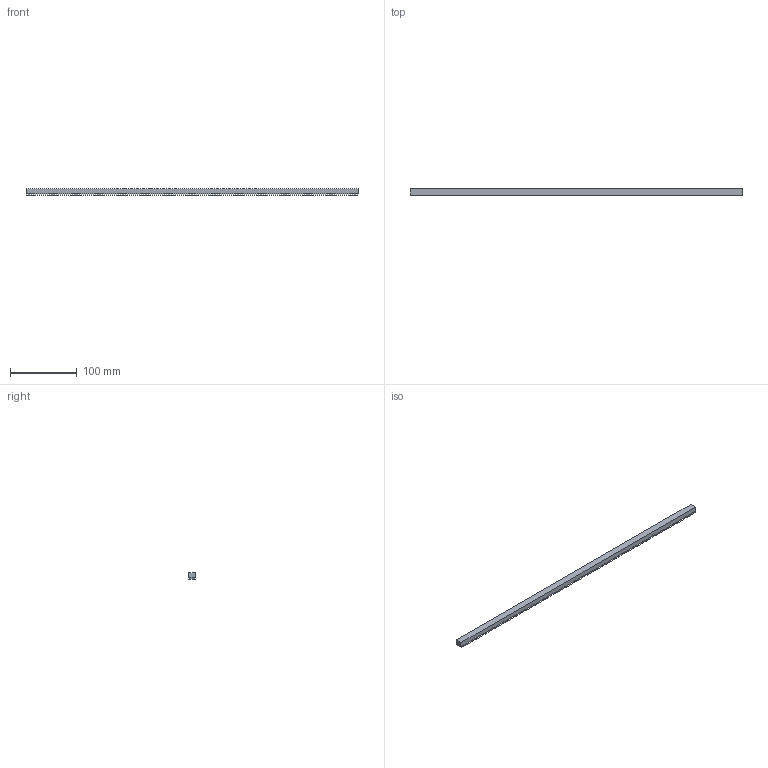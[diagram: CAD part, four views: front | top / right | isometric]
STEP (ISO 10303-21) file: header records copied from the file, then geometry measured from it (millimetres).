
FILE_DESCRIPTION(('STEP AP214'),'1');
FILE_NAME('146-010-005.stp','2017-10-09T07:39:29',('TraceParts'),('TraceParts S.A.'),'Spatial InterOp 3D',' ',' ');
FILE_SCHEMA(('automotive_design'));
Length unit declared in the file: millimetre
Products named in the file (1): 146-010-005
Bounding box: 499.03 x 10 x 9.8 mm (x, y, z)
Volume: 43621.8 mm3; surface area: 23865.9 mm2
Topology: 1 solids, 1 shells, 642 faces, 1920 edges, 1280 vertices
Faces by surface type: plane 642
Entity records: 26305 total; most frequent: CARTESIAN_POINT 3843, ORIENTED_EDGE 3840, DIRECTION 3206, EDGE_CURVE 1920, LINE 1920, VECTOR 1920, VERTEX_POINT 1280, STYLED_ITEM 643
